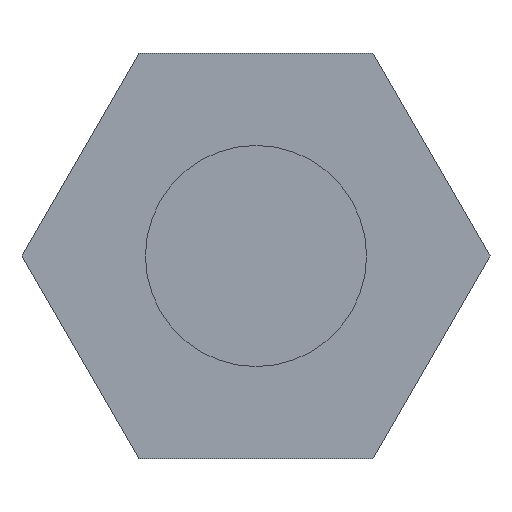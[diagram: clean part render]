
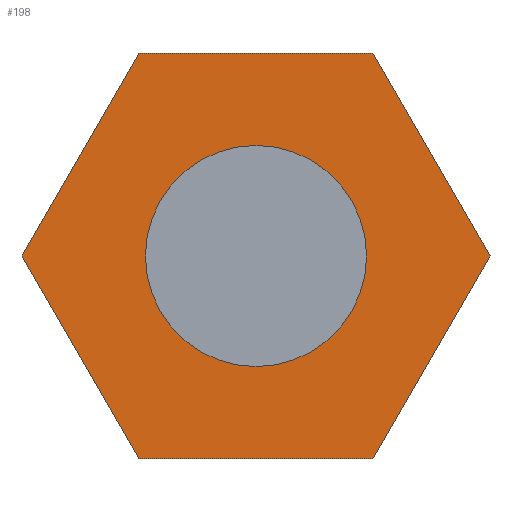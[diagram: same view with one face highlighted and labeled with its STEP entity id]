
A CAD part, front view. The second image highlights one B-rep face of the part: STEP entity #198.
In plain terms, the highlighted planar face has unit normal (0, -1, 0).
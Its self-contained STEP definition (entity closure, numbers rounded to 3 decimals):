
#16=FACE_BOUND('',#52,.T.);
#26=PLANE('',#228);
#38=FACE_OUTER_BOUND('',#51,.T.);
#51=EDGE_LOOP('',(#178,#179,#180,#181,#182,#183));
#52=EDGE_LOOP('',(#184));
#55=LINE('',#301,#75);
#59=LINE('',#309,#79);
#62=LINE('',#315,#82);
#65=LINE('',#321,#85);
#68=LINE('',#327,#88);
#71=LINE('',#332,#91);
#75=VECTOR('',#251,10.);
#79=VECTOR('',#257,10.);
#82=VECTOR('',#262,10.);
#85=VECTOR('',#267,10.);
#88=VECTOR('',#272,10.);
#91=VECTOR('',#277,10.);
#93=CIRCLE('',#214,1.5);
#97=VERTEX_POINT('',#285);
#101=VERTEX_POINT('',#299);
#102=VERTEX_POINT('',#300);
#105=VERTEX_POINT('',#308);
#107=VERTEX_POINT('',#314);
#109=VERTEX_POINT('',#320);
#111=VERTEX_POINT('',#326);
#113=EDGE_CURVE('',#97,#97,#93,.T.);
#119=EDGE_CURVE('',#101,#102,#55,.T.);
#123=EDGE_CURVE('',#105,#101,#59,.T.);
#126=EDGE_CURVE('',#107,#105,#62,.T.);
#129=EDGE_CURVE('',#109,#107,#65,.T.);
#132=EDGE_CURVE('',#111,#109,#68,.T.);
#135=EDGE_CURVE('',#102,#111,#71,.T.);
#178=ORIENTED_EDGE('',*,*,#135,.F.);
#179=ORIENTED_EDGE('',*,*,#119,.F.);
#180=ORIENTED_EDGE('',*,*,#123,.F.);
#181=ORIENTED_EDGE('',*,*,#126,.F.);
#182=ORIENTED_EDGE('',*,*,#129,.F.);
#183=ORIENTED_EDGE('',*,*,#132,.F.);
#184=ORIENTED_EDGE('',*,*,#113,.T.);
#198=ADVANCED_FACE('',(#38,#16),#26,.F.);
#214=AXIS2_PLACEMENT_3D('',#286,#233,#234);
#228=AXIS2_PLACEMENT_3D('',#335,#281,#282);
#233=DIRECTION('center_axis',(0.,1.,0.));
#234=DIRECTION('ref_axis',(1.,0.,0.));
#251=DIRECTION('',(-0.5,0.,-0.866));
#257=DIRECTION('',(0.5,0.,-0.866));
#262=DIRECTION('',(1.,0.,0.));
#267=DIRECTION('',(0.5,0.,0.866));
#272=DIRECTION('',(-0.5,0.,0.866));
#277=DIRECTION('',(-1.,0.,0.));
#281=DIRECTION('center_axis',(0.,1.,0.));
#282=DIRECTION('ref_axis',(1.,0.,0.));
#285=CARTESIAN_POINT('',(-1.5,0.,0.));
#286=CARTESIAN_POINT('Origin',(0.,0.,0.));
#299=CARTESIAN_POINT('',(3.175,0.,0.));
#300=CARTESIAN_POINT('',(1.588,0.,-2.75));
#301=CARTESIAN_POINT('',(3.175,0.,0.));
#308=CARTESIAN_POINT('',(1.588,0.,2.75));
#309=CARTESIAN_POINT('',(1.588,0.,2.75));
#314=CARTESIAN_POINT('',(-1.588,0.,2.75));
#315=CARTESIAN_POINT('',(-1.588,0.,2.75));
#320=CARTESIAN_POINT('',(-3.175,0.,0.));
#321=CARTESIAN_POINT('',(-3.175,0.,0.));
#326=CARTESIAN_POINT('',(-1.588,0.,-2.75));
#327=CARTESIAN_POINT('',(-1.588,0.,-2.75));
#332=CARTESIAN_POINT('',(1.588,0.,-2.75));
#335=CARTESIAN_POINT('Origin',(0.,0.,0.));
